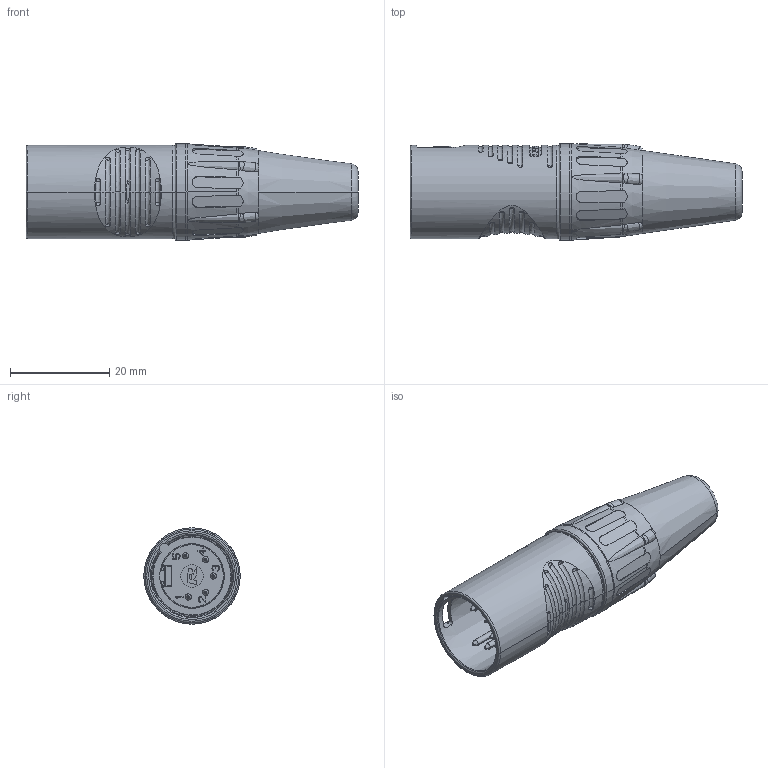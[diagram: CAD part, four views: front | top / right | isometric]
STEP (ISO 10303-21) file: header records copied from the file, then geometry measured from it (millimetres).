
FILE_DESCRIPTION((''),'2;1');
FILE_NAME('RC5M2','2021-04-08T',('xhp'),(''),'PRO/ENGINEER BY PARAMETRIC TECHNOLOGY CORPORATION, 2013040','PRO/ENGINEER BY PARAMETRIC TECHNOLOGY CORPORATION, 2013040','');
FILE_SCHEMA(('CONFIG_CONTROL_DESIGN'));
Length unit declared in the file: millimetre
Products named in the file (1): RC5M2
Bounding box: 66.8 x 19.4 x 19.4 mm (x, y, z)
Volume: 12795.2 mm3; surface area: 6752.8 mm2
Topology: 19 solids, 19 shells, 742 faces, 1995 edges, 1291 vertices
Faces by surface type: plane 391, bspline 131, cylinder 104, cone 56, torus 46, sphere 10, extrusion 4
Entity records: 36664 total; most frequent: CARTESIAN_POINT 19600, ORIENTED_EDGE 3962, DIRECTION 2896, EDGE_CURVE 1981, VERTEX_POINT 1290, AXIS2_PLACEMENT_3D 1000, VECTOR 896, LINE 892
